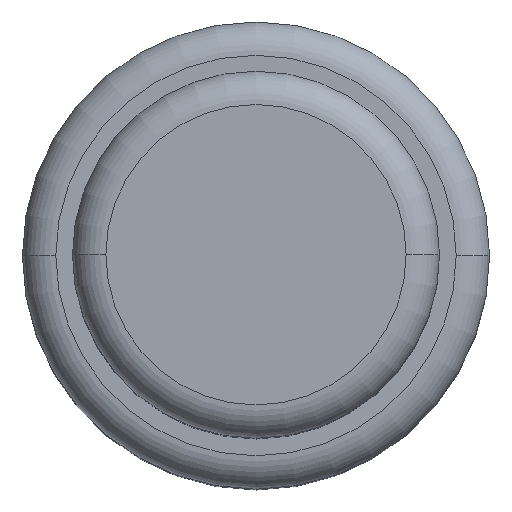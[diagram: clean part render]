
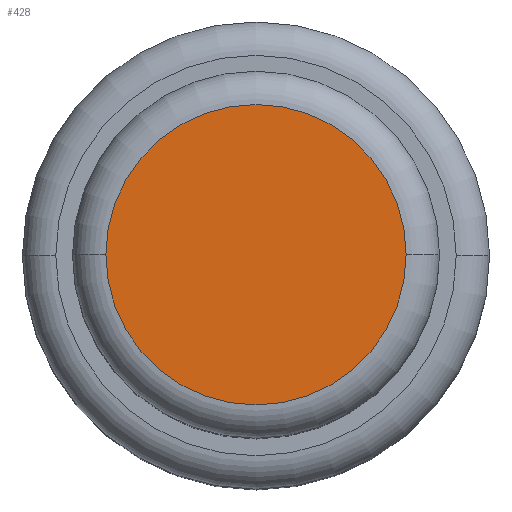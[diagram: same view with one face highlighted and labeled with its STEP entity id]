
A CAD part, top view. The second image highlights one B-rep face of the part: STEP entity #428.
In plain terms, the highlighted planar face has unit normal (0, 0, 1).
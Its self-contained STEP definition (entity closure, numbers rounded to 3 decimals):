
#56=CARTESIAN_POINT('',(0.,0.,0.));
#57=DIRECTION('',(0.,0.,1.));
#58=DIRECTION('',(-1.,0.,0.));
#59=AXIS2_PLACEMENT_3D('',#56,#57,#58);
#65=CARTESIAN_POINT('',(0.,0.,0.));
#66=DIRECTION('',(0.,0.,1.));
#67=DIRECTION('',(1.,0.,0.));
#68=AXIS2_PLACEMENT_3D('',#65,#66,#67);
#377=CARTESIAN_POINT('',(-4.5,0.,0.));
#378=CARTESIAN_POINT('',(4.5,0.,0.));
#379=VERTEX_POINT('',#377);
#380=VERTEX_POINT('',#378);
#417=CARTESIAN_POINT('',(0.,0.,0.));
#418=DIRECTION('',(0.,0.,1.));
#419=DIRECTION('',(1.,0.,0.));
#420=AXIS2_PLACEMENT_3D('',#417,#418,#419);
#421=PLANE('',#420);
#423=ORIENTED_EDGE('',*,*,#422,.F.);
#425=ORIENTED_EDGE('',*,*,#424,.F.);
#426=EDGE_LOOP('',(#423,#425));
#427=FACE_OUTER_BOUND('',#426,.F.);
#428=ADVANCED_FACE('',(#427),#421,.T.);
#60=CIRCLE('',#59,4.5);
#69=CIRCLE('',#68,4.5);
#422=EDGE_CURVE('',#379,#380,#60,.T.);
#424=EDGE_CURVE('',#380,#379,#69,.T.);
